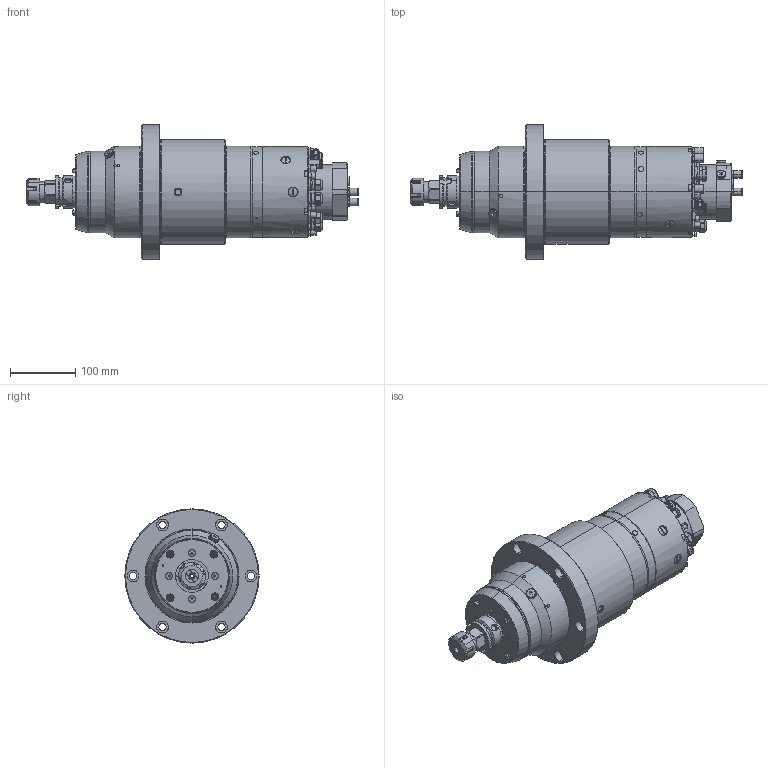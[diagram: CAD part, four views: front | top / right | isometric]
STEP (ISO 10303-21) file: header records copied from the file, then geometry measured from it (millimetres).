
FILE_DESCRIPTION (( 'STEP AP203' ), '1' );
FILE_NAME ('160AI30FHK-00-.STEP', '2012-10-19T09:26:36', ( '' ), ( '' ), 'SwSTEP 2.0', 'SolidWorks 2012', '' );
FILE_SCHEMA (( 'CONFIG_CONTROL_DESIGN' ));
Length unit declared in the file: millimetre
Products named in the file (1): 160AI30FHK-00-
Bounding box: 506.94 x 205 x 205 mm (x, y, z)
Surface area: 342375.2 mm2 (no closed solid volume)
Topology: 0 solids, 150 shells, 1529 faces, 4598 edges, 3227 vertices
Faces by surface type: cylinder 612, plane 597, cone 161, torus 131, sphere 16, bspline 12
Entity records: 55289 total; most frequent: CARTESIAN_POINT 12973, DIRECTION 9580, ORIENTED_EDGE 7472, EDGE_CURVE 4546, AXIS2_PLACEMENT_3D 3759, VERTEX_POINT 3215, CIRCLE 2241, LINE 2062
